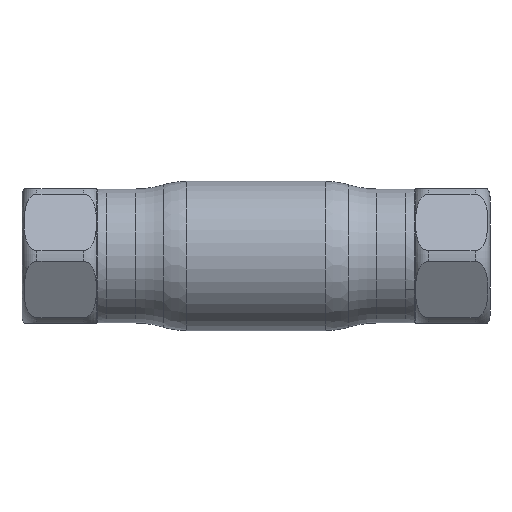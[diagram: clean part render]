
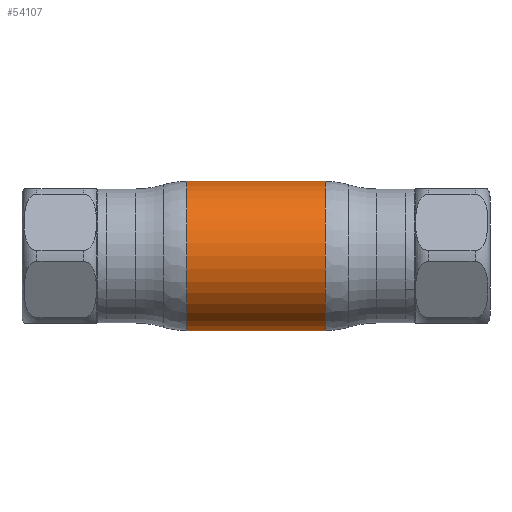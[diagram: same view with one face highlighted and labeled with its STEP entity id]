
A CAD part, front view. The second image highlights one B-rep face of the part: STEP entity #54107.
In plain terms, the highlighted cylindrical face has radius 15 mm (diameter 30 mm), a partial arc.
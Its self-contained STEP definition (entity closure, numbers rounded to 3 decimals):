
#364 = ORIENTED_EDGE ( 'NONE', *, *, #27692, .F. ) ;
#1243 = DIRECTION ( 'NONE',  ( 0., 0., 1. ) ) ;
#2381 = VERTEX_POINT ( 'NONE', #18712 ) ;
#2526 = CARTESIAN_POINT ( 'NONE',  ( -62.69, 0., 15. ) ) ;
#3736 = ORIENTED_EDGE ( 'NONE', *, *, #13854, .T. ) ;
#6293 = VERTEX_POINT ( 'NONE', #15325 ) ;
#6972 = EDGE_CURVE ( 'NONE', #56556, #2381, #26519, .T. ) ;
#9091 = DIRECTION ( 'NONE',  ( -1., 0., 0. ) ) ;
#11802 = AXIS2_PLACEMENT_3D ( 'NONE', #20930, #39038, #57557 ) ;
#13854 = EDGE_CURVE ( 'NONE', #2381, #6293, #30532, .T. ) ;
#14170 = DIRECTION ( 'NONE',  ( -1., 0., 0. ) ) ;
#15325 = CARTESIAN_POINT ( 'NONE',  ( -13.909, 0., 15. ) ) ;
#17674 = CARTESIAN_POINT ( 'NONE',  ( 13.909, 0., 0. ) ) ;
#18712 = CARTESIAN_POINT ( 'NONE',  ( 13.909, 0., 15. ) ) ;
#20646 = CYLINDRICAL_SURFACE ( 'NONE', #11802, 15. ) ;
#20930 = CARTESIAN_POINT ( 'NONE',  ( -62.69, 0., 0. ) ) ;
#21507 = DIRECTION ( 'NONE',  ( -1., 0., 0. ) ) ;
#22222 = DIRECTION ( 'NONE',  ( 0., 0., 1. ) ) ;
#26037 = VECTOR ( 'NONE', #9091, 1000. ) ;
#26519 = CIRCLE ( 'NONE', #54579, 15. ) ;
#27626 = DIRECTION ( 'NONE',  ( -1., 0., 0. ) ) ;
#27692 = EDGE_CURVE ( 'NONE', #54266, #6293, #59384, .T. ) ;
#30532 = LINE ( 'NONE', #2526, #38865 ) ;
#31725 = CARTESIAN_POINT ( 'NONE',  ( -13.909, 0., -15. ) ) ;
#33201 = AXIS2_PLACEMENT_3D ( 'NONE', #55635, #14170, #1243 ) ;
#36238 = LINE ( 'NONE', #50503, #26037 ) ;
#38865 = VECTOR ( 'NONE', #21507, 1000. ) ;
#39038 = DIRECTION ( 'NONE',  ( -1., 0., 0. ) ) ;
#40865 = CARTESIAN_POINT ( 'NONE',  ( 13.909, 0., -15. ) ) ;
#42420 = ORIENTED_EDGE ( 'NONE', *, *, #6972, .T. ) ;
#44206 = FACE_OUTER_BOUND ( 'NONE', #55348, .T. ) ;
#47619 = EDGE_CURVE ( 'NONE', #56556, #54266, #36238, .T. ) ;
#50503 = CARTESIAN_POINT ( 'NONE',  ( -62.69, 0., -15. ) ) ;
#54107 = ADVANCED_FACE ( 'NONE', ( #44206 ), #20646, .T. ) ;
#54266 = VERTEX_POINT ( 'NONE', #31725 ) ;
#54579 = AXIS2_PLACEMENT_3D ( 'NONE', #17674, #27626, #22222 ) ;
#54842 = ORIENTED_EDGE ( 'NONE', *, *, #47619, .F. ) ;
#55348 = EDGE_LOOP ( 'NONE', ( #54842, #42420, #3736, #364 ) ) ;
#55635 = CARTESIAN_POINT ( 'NONE',  ( -13.909, 0., 0. ) ) ;
#56556 = VERTEX_POINT ( 'NONE', #40865 ) ;
#57557 = DIRECTION ( 'NONE',  ( 0., 0., 1. ) ) ;
#59384 = CIRCLE ( 'NONE', #33201, 15. ) ;
